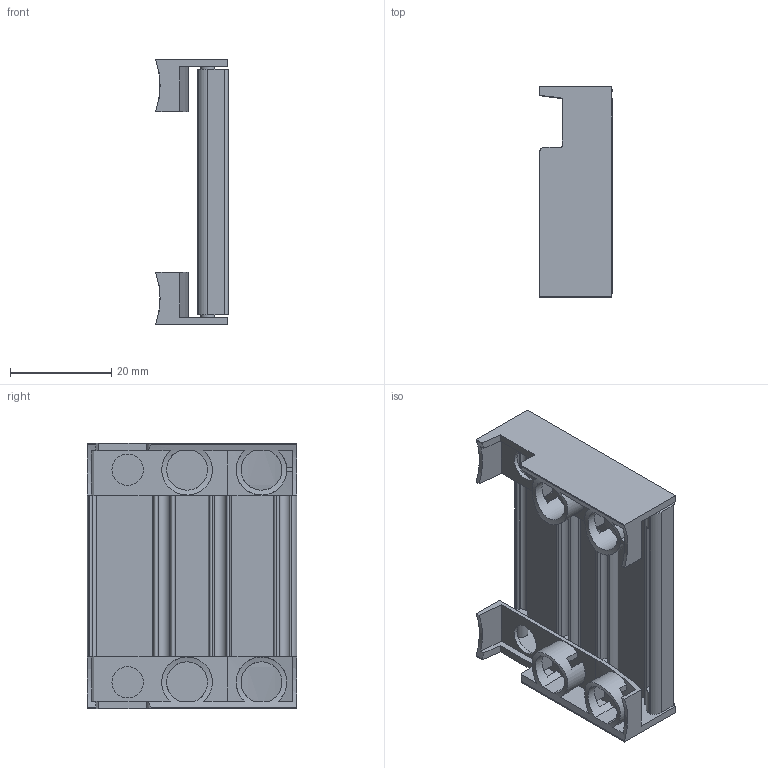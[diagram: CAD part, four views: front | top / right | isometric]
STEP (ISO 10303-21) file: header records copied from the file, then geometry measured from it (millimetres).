
FILE_DESCRIPTION(/* description */ ('STEP AP214'),/* implementation_level */ '2;1');
FILE_NAME(/* name */ '573454_ASCF-H-L1-10-5V',/* time_stamp */ '2024-08-05T14:25:15+02:00',/* author */ ('License CC BY-ND 4.0'),/* organization */ ('CADENAS'),/* preprocessor_version */ 'ST-DEVELOPER v19.3',/* originating_system */ 'PARTsolutions',/* authorisation */ ' ');
FILE_SCHEMA (('AUTOMOTIVE_DESIGN {1 0 10303 214 3 1 1}'));
Length unit declared in the file: millimetre
Products named in the file (4): 573454 ASCF-H-L1-10-5V; 573454 ASCF-H-L1-10-5V---(T); 1478897 ASCF-H-L1-L---(S); 1491427 ASCF-H-L1-R---(S)
Assembly tree (3 placements, depth 2):
  573454 ASCF-H-L1-10-5V
    573454 ASCF-H-L1-10-5V---(T)
    1478897 ASCF-H-L1-L---(S)
    1491427 ASCF-H-L1-R---(S)
Bounding box: 14.31 x 41.45 x 52.5 mm (x, y, z)
Volume: 7860.8 mm3; surface area: 14856.3 mm2
Topology: 3 solids, 3 shells, 165 faces, 504 edges, 336 vertices
Faces by surface type: plane 107, cylinder 58
Full cylindrical faces by diameter (mm): 2.7 x8, 6.2 x2
Entity records: 5860 total; most frequent: CARTESIAN_POINT 1134, ORIENTED_EDGE 984, DIRECTION 951, EDGE_CURVE 492, VERTEX_POINT 334, LINE 323, VECTOR 323, AXIS2_PLACEMENT_3D 314
